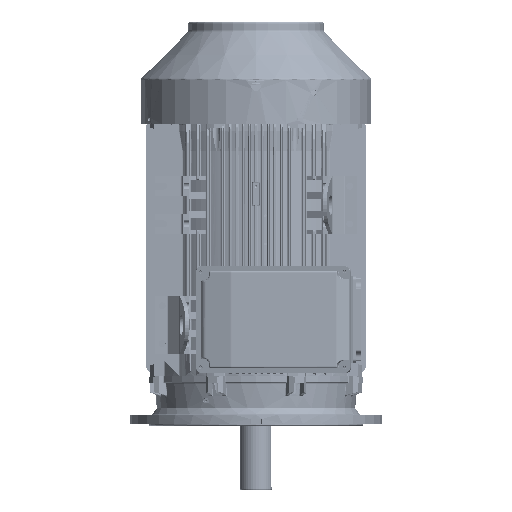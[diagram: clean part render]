
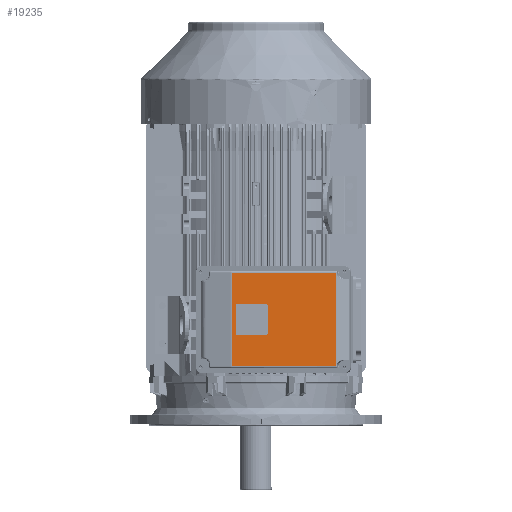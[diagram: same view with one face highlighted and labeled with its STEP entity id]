
A CAD part, top view. The second image highlights one B-rep face of the part: STEP entity #19235.
In plain terms, the highlighted planar face has unit normal (0.001, 0, 1).
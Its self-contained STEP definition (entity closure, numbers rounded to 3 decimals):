
#19235 = ADVANCED_FACE( '', ( #46592, #46593 ), #46594, .T. );
#46592 = FACE_OUTER_BOUND( '', #124236, .T. );
#46593 = FACE_BOUND( '', #124237, .T. );
#46594 = PLANE( '', #124238 );
#124236 = EDGE_LOOP( '', ( #263820, #263821, #263822, #263823 ) );
#124237 = EDGE_LOOP( '', ( #263824, #263825, #263826, #263827, #263828, #263829, #263830, #263831 ) );
#124238 = AXIS2_PLACEMENT_3D( '', #263832, #263833, #263834 );
#263820 = ORIENTED_EDGE( '', *, *, #358202, .T. );
#263821 = ORIENTED_EDGE( '', *, *, #358203, .T. );
#263822 = ORIENTED_EDGE( '', *, *, #358204, .T. );
#263823 = ORIENTED_EDGE( '', *, *, #358205, .T. );
#263824 = ORIENTED_EDGE( '', *, *, #358206, .F. );
#263825 = ORIENTED_EDGE( '', *, *, #358207, .T. );
#263826 = ORIENTED_EDGE( '', *, *, #358208, .F. );
#263827 = ORIENTED_EDGE( '', *, *, #349566, .T. );
#263828 = ORIENTED_EDGE( '', *, *, #358209, .F. );
#263829 = ORIENTED_EDGE( '', *, *, #358210, .T. );
#263830 = ORIENTED_EDGE( '', *, *, #340146, .F. );
#263831 = ORIENTED_EDGE( '', *, *, #358211, .T. );
#263832 = CARTESIAN_POINT( '', ( -80.012, 26., 615.754 ) );
#263833 = DIRECTION( '', ( 0.001, 0., 1. ) );
#263834 = DIRECTION( '', ( 0., 1., 0. ) );
#340146 = EDGE_CURVE( '', #384537, #384538, #384539, .T. );
#349566 = EDGE_CURVE( '', #400970, #400968, #400971, .T. );
#358202 = EDGE_CURVE( '', #414876, #413925, #414877, .T. );
#358203 = EDGE_CURVE( '', #413925, #414878, #414879, .T. );
#358204 = EDGE_CURVE( '', #414878, #389598, #414880, .T. );
#358205 = EDGE_CURVE( '', #389598, #414876, #414881, .T. );
#358206 = EDGE_CURVE( '', #414882, #414883, #414884, .T. );
#358207 = EDGE_CURVE( '', #414882, #414885, #414886, .T. );
#358208 = EDGE_CURVE( '', #400970, #414885, #414887, .T. );
#358209 = EDGE_CURVE( '', #414888, #400968, #414889, .T. );
#358210 = EDGE_CURVE( '', #414888, #384538, #414890, .T. );
#358211 = EDGE_CURVE( '', #384537, #414883, #414891, .T. );
#384537 = VERTEX_POINT( '', #451681 );
#384538 = VERTEX_POINT( '', #451682 );
#384539 = LINE( '', #451683, #451684 );
#389598 = VERTEX_POINT( '', #468437 );
#400968 = VERTEX_POINT( '', #502497 );
#400970 = VERTEX_POINT( '', #502500 );
#400971 = CIRCLE( '', #502501, 5. );
#413925 = VERTEX_POINT( '', #543940 );
#414876 = VERTEX_POINT( '', #546583 );
#414877 = LINE( '', #546584, #546585 );
#414878 = VERTEX_POINT( '', #546586 );
#414879 = LINE( '', #546587, #546588 );
#414880 = LINE( '', #546589, #546590 );
#414881 = LINE( '', #546591, #546592 );
#414882 = VERTEX_POINT( '', #546593 );
#414883 = VERTEX_POINT( '', #546594 );
#414884 = LINE( '', #546595, #546596 );
#414885 = VERTEX_POINT( '', #546597 );
#414886 = CIRCLE( '', #546598, 5. );
#414887 = LINE( '', #546599, #546600 );
#414888 = VERTEX_POINT( '', #546601 );
#414889 = LINE( '', #546602, #546603 );
#414890 = CIRCLE( '', #546604, 5. );
#414891 = CIRCLE( '', #546605, 5. );
#451681 = CARTESIAN_POINT( '', ( 31.985, 230., 615.695 ) );
#451682 = CARTESIAN_POINT( '', ( -58.015, 230., 615.742 ) );
#451683 = CARTESIAN_POINT( '', ( 36.985, 230., 615.692 ) );
#451684 = VECTOR( '', #643580, 1000. );
#468437 = CARTESIAN_POINT( '', ( -77.374, 329., 615.753 ) );
#502497 = CARTESIAN_POINT( '', ( -63.015, 135., 615.745 ) );
#502500 = CARTESIAN_POINT( '', ( -58.015, 130., 615.742 ) );
#502501 = AXIS2_PLACEMENT_3D( '', #653256, #653257, #653258 );
#543940 = CARTESIAN_POINT( '', ( 255.15, 31., 615.576 ) );
#546583 = CARTESIAN_POINT( '', ( -77.374, 31., 615.753 ) );
#546584 = CARTESIAN_POINT( '', ( 255.465, 31., 615.576 ) );
#546585 = VECTOR( '', #661762, 1000. );
#546586 = CARTESIAN_POINT( '', ( 255.15, 329., 615.576 ) );
#546587 = CARTESIAN_POINT( '', ( 255.15, 329., 615.576 ) );
#546588 = VECTOR( '', #661763, 1000. );
#546589 = CARTESIAN_POINT( '', ( -80.012, 329., 615.754 ) );
#546590 = VECTOR( '', #661764, 1000. );
#546591 = CARTESIAN_POINT( '', ( -77.374, 26., 615.753 ) );
#546592 = VECTOR( '', #661765, 1000. );
#546593 = CARTESIAN_POINT( '', ( 36.985, 135., 615.692 ) );
#546594 = CARTESIAN_POINT( '', ( 36.985, 225., 615.692 ) );
#546595 = CARTESIAN_POINT( '', ( 36.985, 130., 615.692 ) );
#546596 = VECTOR( '', #661766, 1000. );
#546597 = CARTESIAN_POINT( '', ( 31.985, 130., 615.695 ) );
#546598 = AXIS2_PLACEMENT_3D( '', #661767, #661768, #661769 );
#546599 = CARTESIAN_POINT( '', ( -63.015, 130., 615.745 ) );
#546600 = VECTOR( '', #661770, 1000. );
#546601 = CARTESIAN_POINT( '', ( -63.015, 225., 615.745 ) );
#546602 = CARTESIAN_POINT( '', ( -63.015, 230., 615.745 ) );
#546603 = VECTOR( '', #661771, 1000. );
#546604 = AXIS2_PLACEMENT_3D( '', #661772, #661773, #661774 );
#546605 = AXIS2_PLACEMENT_3D( '', #661775, #661776, #661777 );
#643580 = DIRECTION( '', ( -1., 0., 0.001 ) );
#653256 = CARTESIAN_POINT( '', ( -58.015, 135., 615.742 ) );
#653257 = DIRECTION( '', ( -0.001, 0., -1. ) );
#653258 = DIRECTION( '', ( -1., 0., 0.001 ) );
#661762 = DIRECTION( '', ( 1., 0., -0.001 ) );
#661763 = DIRECTION( '', ( 0., 1., 0. ) );
#661764 = DIRECTION( '', ( -1., 0., 0.001 ) );
#661765 = DIRECTION( '', ( 0., -1., 0. ) );
#661766 = DIRECTION( '', ( 0., 1., 0. ) );
#661767 = CARTESIAN_POINT( '', ( 31.985, 135., 615.695 ) );
#661768 = DIRECTION( '', ( -0.001, 0., -1. ) );
#661769 = DIRECTION( '', ( -1., 0., 0.001 ) );
#661770 = DIRECTION( '', ( 1., 0., -0.001 ) );
#661771 = DIRECTION( '', ( 0., -1., 0. ) );
#661772 = CARTESIAN_POINT( '', ( -58.015, 225., 615.742 ) );
#661773 = DIRECTION( '', ( -0.001, 0., -1. ) );
#661774 = DIRECTION( '', ( -1., 0., 0.001 ) );
#661775 = CARTESIAN_POINT( '', ( 31.985, 225., 615.695 ) );
#661776 = DIRECTION( '', ( -0.001, 0., -1. ) );
#661777 = DIRECTION( '', ( -1., 0., 0.001 ) );
